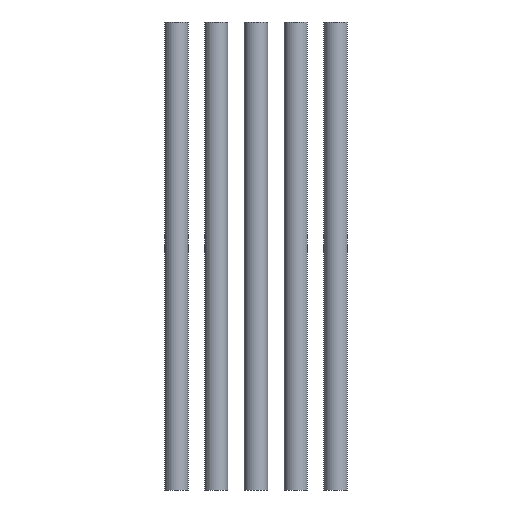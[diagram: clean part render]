
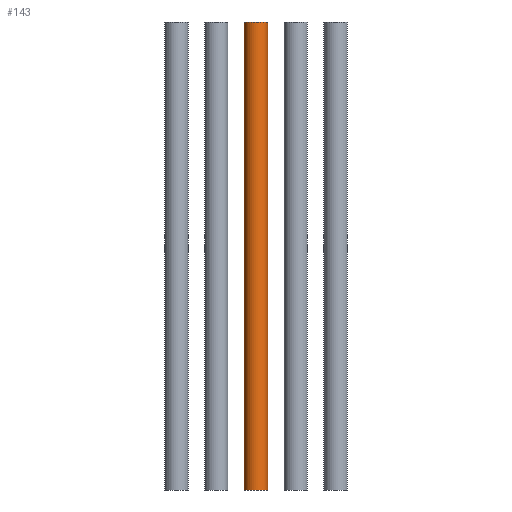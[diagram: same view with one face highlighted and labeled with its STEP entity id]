
A CAD part, left-side view. The second image highlights one B-rep face of the part: STEP entity #143.
In plain terms, the highlighted cylindrical face has radius 0.5 mm (diameter 1 mm), a full revolution.
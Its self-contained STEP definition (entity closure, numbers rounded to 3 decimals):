
#33=FACE_OUTER_BOUND('',#48,.T.);
#48=EDGE_LOOP('',(#108,#109,#110,#111));
#63=LINE('',#269,#68);
#68=VECTOR('',#213,0.5);
#73=CIRCLE('',#183,0.5);
#74=CIRCLE('',#184,0.5);
#83=VERTEX_POINT('',#266);
#84=VERTEX_POINT('',#268);
#93=EDGE_CURVE('',#83,#83,#73,.T.);
#94=EDGE_CURVE('',#83,#84,#63,.T.);
#95=EDGE_CURVE('',#84,#84,#74,.T.);
#108=ORIENTED_EDGE('',*,*,#93,.T.);
#109=ORIENTED_EDGE('',*,*,#94,.T.);
#110=ORIENTED_EDGE('',*,*,#95,.T.);
#111=ORIENTED_EDGE('',*,*,#94,.F.);
#138=CYLINDRICAL_SURFACE('',#182,0.5);
#143=ADVANCED_FACE('',(#33),#138,.T.);
#182=AXIS2_PLACEMENT_3D('',#265,#209,#210);
#183=AXIS2_PLACEMENT_3D('',#267,#211,#212);
#184=AXIS2_PLACEMENT_3D('',#270,#214,#215);
#209=DIRECTION('center_axis',(0.,0.,1.));
#210=DIRECTION('ref_axis',(1.,0.,0.));
#211=DIRECTION('center_axis',(0.,0.,-1.));
#212=DIRECTION('ref_axis',(1.,0.,0.));
#213=DIRECTION('',(0.,0.,-1.));
#214=DIRECTION('center_axis',(0.,0.,1.));
#215=DIRECTION('ref_axis',(1.,0.,0.));
#265=CARTESIAN_POINT('Origin',(0.,0.,0.));
#266=CARTESIAN_POINT('',(-0.5,0.,20.));
#267=CARTESIAN_POINT('Origin',(0.,0.,20.));
#268=CARTESIAN_POINT('',(-0.5,0.,0.));
#269=CARTESIAN_POINT('',(-0.5,0.,0.));
#270=CARTESIAN_POINT('Origin',(0.,0.,0.));
